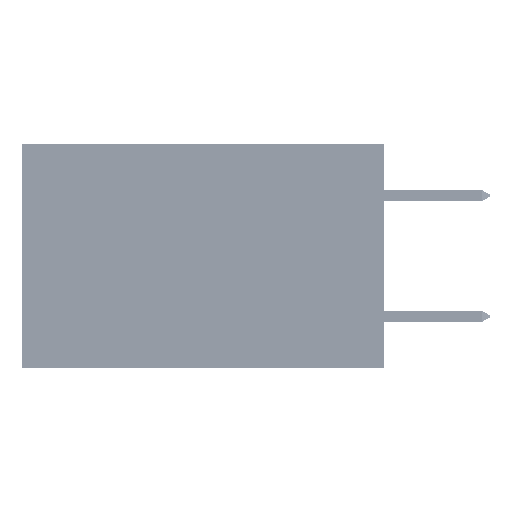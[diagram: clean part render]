
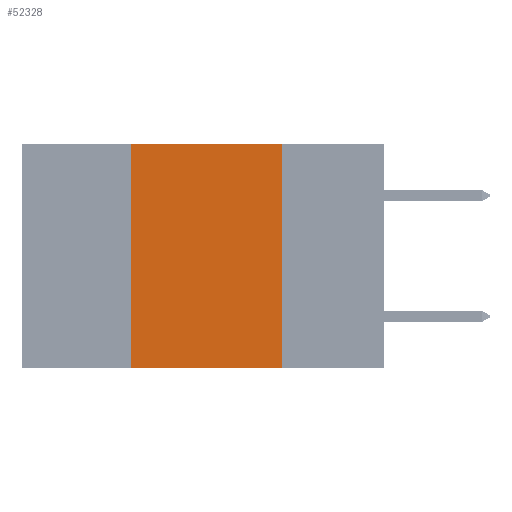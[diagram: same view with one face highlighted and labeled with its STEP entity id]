
A CAD part, left-side view. The second image highlights one B-rep face of the part: STEP entity #52328.
In plain terms, the highlighted planar face has unit normal (-1, 0, 0).
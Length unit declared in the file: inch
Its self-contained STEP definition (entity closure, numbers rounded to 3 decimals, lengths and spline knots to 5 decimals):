
#1769 = EDGE_CURVE ( 'NONE', #9243, #38361, #13057, .T. ) ;
#2321 = VECTOR ( 'NONE', #50017, 39.37008 ) ;
#9243 = VERTEX_POINT ( 'NONE', #38098 ) ;
#9455 = CARTESIAN_POINT ( 'NONE',  ( 0., 0.42, -0.37 ) ) ;
#10906 = EDGE_CURVE ( 'NONE', #35185, #39251, #22491, .T. ) ;
#11402 = EDGE_CURVE ( 'NONE', #35185, #38361, #51833, .T. ) ;
#13057 = LINE ( 'NONE', #45730, #2321 ) ;
#15276 = DIRECTION ( 'NONE',  ( 0., -1., 0. ) ) ;
#15741 = DIRECTION ( 'NONE',  ( 0., 0., 1. ) ) ;
#18499 = AXIS2_PLACEMENT_3D ( 'NONE', #40773, #33310, #44872 ) ;
#19071 = CARTESIAN_POINT ( 'NONE',  ( 0., 0.42, 0. ) ) ;
#20371 = ORIENTED_EDGE ( 'NONE', *, *, #11402, .T. ) ;
#20852 = PLANE ( 'NONE',  #18499 ) ;
#22491 = LINE ( 'NONE', #39770, #44132 ) ;
#24220 = ORIENTED_EDGE ( 'NONE', *, *, #1769, .F. ) ;
#27043 = CARTESIAN_POINT ( 'NONE',  ( 0., 0.6, -0.37 ) ) ;
#32058 = VECTOR ( 'NONE', #15276, 39.37008 ) ;
#33310 = DIRECTION ( 'NONE',  ( 1., 0., 0. ) ) ;
#35185 = VERTEX_POINT ( 'NONE', #9455 ) ;
#36691 = VECTOR ( 'NONE', #44422, 39.37008 ) ;
#37573 = ORIENTED_EDGE ( 'NONE', *, *, #10906, .F. ) ;
#37729 = LINE ( 'NONE', #44239, #36691 ) ;
#38098 = CARTESIAN_POINT ( 'NONE',  ( 0., 0.17, 0. ) ) ;
#38361 = VERTEX_POINT ( 'NONE', #49761 ) ;
#39251 = VERTEX_POINT ( 'NONE', #19071 ) ;
#39770 = CARTESIAN_POINT ( 'NONE',  ( 0., 0.42, 0. ) ) ;
#40773 = CARTESIAN_POINT ( 'NONE',  ( 0., 0.6, 0. ) ) ;
#41227 = FACE_OUTER_BOUND ( 'NONE', #51438, .T. ) ;
#41394 = EDGE_CURVE ( 'NONE', #39251, #9243, #37729, .T. ) ;
#44132 = VECTOR ( 'NONE', #15741, 39.37008 ) ;
#44239 = CARTESIAN_POINT ( 'NONE',  ( 0., 0.6, 0. ) ) ;
#44422 = DIRECTION ( 'NONE',  ( 0., -1., 0. ) ) ;
#44872 = DIRECTION ( 'NONE',  ( 0., 0., -1. ) ) ;
#45730 = CARTESIAN_POINT ( 'NONE',  ( 0., 0.17, 0. ) ) ;
#49761 = CARTESIAN_POINT ( 'NONE',  ( 0., 0.17, -0.37 ) ) ;
#50017 = DIRECTION ( 'NONE',  ( 0., 0., -1. ) ) ;
#50384 = ORIENTED_EDGE ( 'NONE', *, *, #41394, .F. ) ;
#51438 = EDGE_LOOP ( 'NONE', ( #24220, #50384, #37573, #20371 ) ) ;
#51833 = LINE ( 'NONE', #27043, #32058 ) ;
#52328 = ADVANCED_FACE ( 'NONE', ( #41227 ), #20852, .F. ) ;
